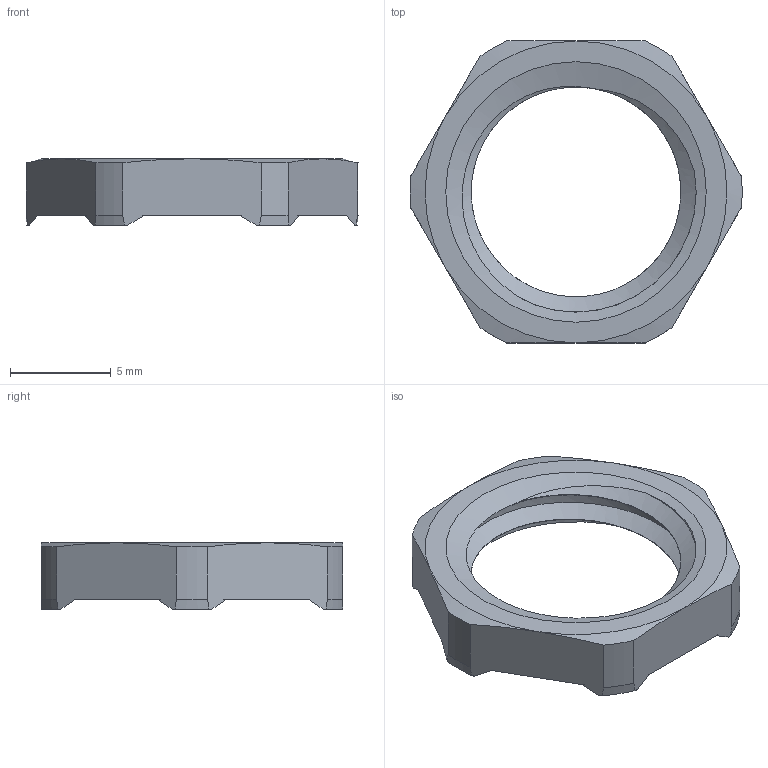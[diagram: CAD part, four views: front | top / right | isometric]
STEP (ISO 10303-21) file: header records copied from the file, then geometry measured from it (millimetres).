
FILE_DESCRIPTION(/* description */ ('EMV-Gegenmutter M 12x1,5 , Bleifrei'),/* implementation_level */ '2;1');
FILE_NAME(/* name */ '61016512LF-RST.stp',/* time_stamp */ '2021-05-12T10:06:08+02:00',/* author */ ('sl'),/* organization */ (''),/* preprocessor_version */ 'ST-DEVELOPER v16.5',/* originating_system */ 'Autodesk Inventor 2017',/* authorisation */ '');
FILE_SCHEMA (('AUTOMOTIVE_DESIGN { 1 0 10303 214 3 1 1 }'));
Length unit declared in the file: millimetre
Products named in the file (1): 61016512LF
Bounding box: 16.49 x 15 x 3.3 mm (x, y, z)
Volume: 246.7 mm3; surface area: 464.4 mm2
Topology: 1 solids, 1 shells, 44 faces, 120 edges, 78 vertices
Faces by surface type: cone 20, plane 14, cylinder 8, bspline 2
Entity records: 1770 total; most frequent: CARTESIAN_POINT 685, ORIENTED_EDGE 232, DIRECTION 224, EDGE_CURVE 116, AXIS2_PLACEMENT_3D 97, VERTEX_POINT 76, CIRCLE 54, EDGE_LOOP 48
